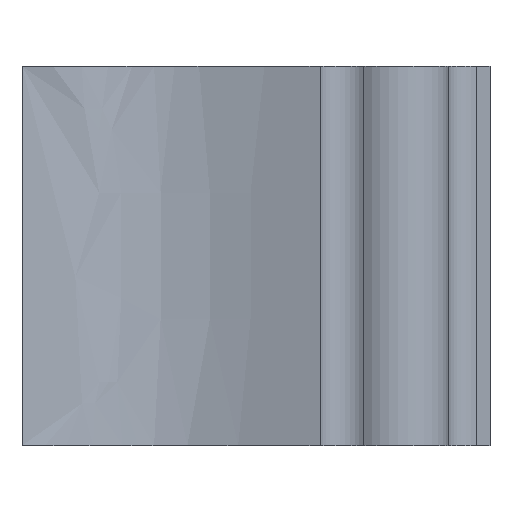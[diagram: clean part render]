
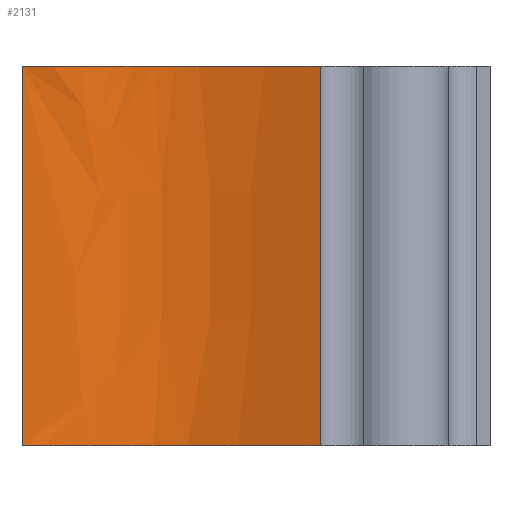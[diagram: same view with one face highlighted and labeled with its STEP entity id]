
A CAD part, front view. The second image highlights one B-rep face of the part: STEP entity #2131.
In plain terms, the highlighted free-form (B-spline) face has degree [3, 3] with [4, 4] control points.
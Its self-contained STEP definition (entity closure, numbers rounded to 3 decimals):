
#48 = CARTESIAN_POINT ( 'NONE',  ( -75.916, -6., 0. ) ) ;
#65 = CARTESIAN_POINT ( 'NONE',  ( -98., -44., -32. ) ) ;
#77 = CARTESIAN_POINT ( 'NONE',  ( -98., -44., 0. ) ) ;
#122 = VERTEX_POINT ( 'NONE', #422 ) ;
#147 = CARTESIAN_POINT ( 'NONE',  ( -97.5, -43.993, -16. ) ) ;
#332 = VECTOR ( 'NONE', #2149, 1000. ) ;
#422 = CARTESIAN_POINT ( 'NONE',  ( -97.5, -43.993, -32. ) ) ;
#441 = EDGE_CURVE ( 'NONE', #122, #1024, #2105, .T. ) ;
#454 = ORIENTED_EDGE ( 'NONE', *, *, #2255, .F. ) ;
#478 = CARTESIAN_POINT ( 'NONE',  ( -78.154, -25.568, 0. ) ) ;
#500 = VERTEX_POINT ( 'NONE', #2248 ) ;
#615 = EDGE_CURVE ( 'NONE', #500, #2561, #1125, .T. ) ;
#639 = B_SPLINE_CURVE_WITH_KNOTS ( 'NONE', 3,
 ( #2606, #1346, #2391, #2573 ),
 .UNSPECIFIED., .F., .F.,
 ( 4, 4 ),
 ( 0.306, 0.992 ),
 .UNSPECIFIED. ) ;
#695 = CARTESIAN_POINT ( 'NONE',  ( -76.474, -44., -21.333 ) ) ;
#795 = CARTESIAN_POINT ( 'NONE',  ( -76.474, -44., -32. ) ) ;
#809 = ORIENTED_EDGE ( 'NONE', *, *, #441, .F. ) ;
#851 = B_SPLINE_SURFACE_WITH_KNOTS ( 'NONE', 3, 3, ( 
 ( #77, #2326, #48, #1548 ),
 ( #1318, #1094, #947, #886 ),
 ( #1678, #695, #1479, #1891 ),
 ( #65, #795, #1587, #2566 ) ),
 .UNSPECIFIED., .F., .F., .F.,
 ( 4, 4 ),
 ( 4, 4 ),
 ( 0., 1. ),
 ( 0., 1. ),
 .UNSPECIFIED. ) ;
#886 = CARTESIAN_POINT ( 'NONE',  ( -63., -6., -10.667 ) ) ;
#947 = CARTESIAN_POINT ( 'NONE',  ( -75.916, -6., -10.667 ) ) ;
#1024 = VERTEX_POINT ( 'NONE', #2453 ) ;
#1094 = CARTESIAN_POINT ( 'NONE',  ( -76.474, -44., -10.667 ) ) ;
#1125 = LINE ( 'NONE', #2605, #332 ) ;
#1168 = ORIENTED_EDGE ( 'NONE', *, *, #615, .T. ) ;
#1248 = EDGE_CURVE ( 'NONE', #500, #122, #639, .T. ) ;
#1318 = CARTESIAN_POINT ( 'NONE',  ( -98., -44., -10.667 ) ) ;
#1346 = CARTESIAN_POINT ( 'NONE',  ( -78.154, -25.568, -32. ) ) ;
#1478 = ORIENTED_EDGE ( 'NONE', *, *, #1248, .F. ) ;
#1479 = CARTESIAN_POINT ( 'NONE',  ( -75.916, -6., -21.333 ) ) ;
#1548 = CARTESIAN_POINT ( 'NONE',  ( -63., -6., 0. ) ) ;
#1587 = CARTESIAN_POINT ( 'NONE',  ( -75.916, -6., -32. ) ) ;
#1678 = CARTESIAN_POINT ( 'NONE',  ( -98., -44., -21.333 ) ) ;
#1752 = B_SPLINE_CURVE_WITH_KNOTS ( 'NONE', 3,
 ( #2358, #2470, #478, #2054 ),
 .UNSPECIFIED., .F., .F.,
 ( 4, 4 ),
 ( 0.008, 0.694 ),
 .UNSPECIFIED. ) ;
#1793 = DIRECTION ( 'NONE',  ( 0., 0., 1. ) ) ;
#1891 = CARTESIAN_POINT ( 'NONE',  ( -63., -6., -21.333 ) ) ;
#2054 = CARTESIAN_POINT ( 'NONE',  ( -72.338, -14.493, 0. ) ) ;
#2075 = FACE_OUTER_BOUND ( 'NONE', #2106, .T. ) ;
#2105 = LINE ( 'NONE', #147, #2406 ) ;
#2106 = EDGE_LOOP ( 'NONE', ( #1168, #454, #809, #1478 ) ) ;
#2131 = ADVANCED_FACE ( 'NONE', ( #2075 ), #851, .T. ) ;
#2149 = DIRECTION ( 'NONE',  ( 0., 0., 1. ) ) ;
#2187 = CARTESIAN_POINT ( 'NONE',  ( -72.338, -14.493, 0. ) ) ;
#2248 = CARTESIAN_POINT ( 'NONE',  ( -72.338, -14.493, -32. ) ) ;
#2255 = EDGE_CURVE ( 'NONE', #1024, #2561, #1752, .T. ) ;
#2326 = CARTESIAN_POINT ( 'NONE',  ( -76.474, -44., 0. ) ) ;
#2358 = CARTESIAN_POINT ( 'NONE',  ( -97.5, -43.993, 0. ) ) ;
#2391 = CARTESIAN_POINT ( 'NONE',  ( -82.95, -43.589, -32. ) ) ;
#2406 = VECTOR ( 'NONE', #1793, 1000. ) ;
#2453 = CARTESIAN_POINT ( 'NONE',  ( -97.5, -43.993, 0. ) ) ;
#2470 = CARTESIAN_POINT ( 'NONE',  ( -82.95, -43.589, 0. ) ) ;
#2561 = VERTEX_POINT ( 'NONE', #2187 ) ;
#2566 = CARTESIAN_POINT ( 'NONE',  ( -63., -6., -32. ) ) ;
#2573 = CARTESIAN_POINT ( 'NONE',  ( -97.5, -43.993, -32. ) ) ;
#2605 = CARTESIAN_POINT ( 'NONE',  ( -72.338, -14.493, -32. ) ) ;
#2606 = CARTESIAN_POINT ( 'NONE',  ( -72.338, -14.493, -32. ) ) ;
